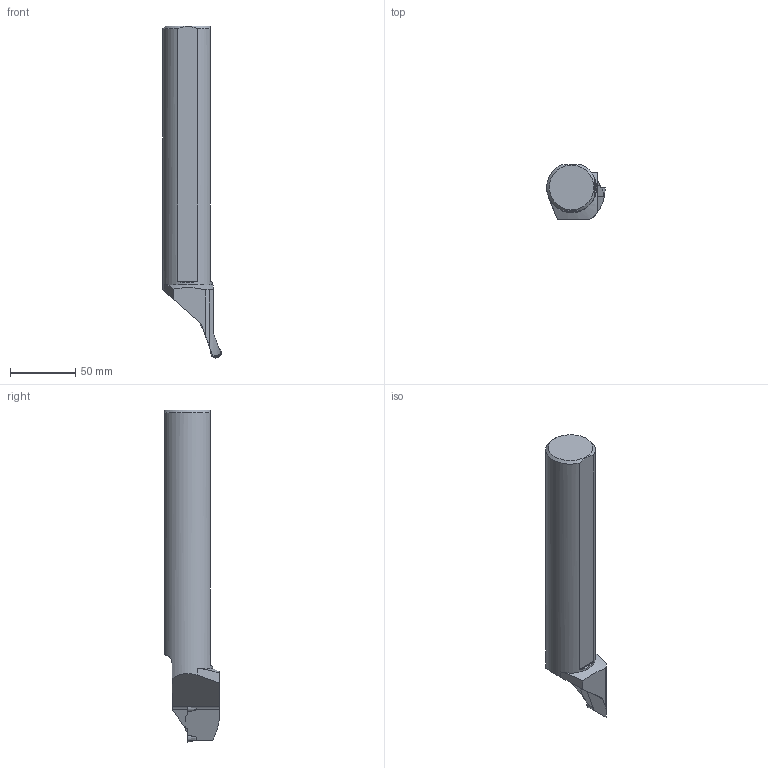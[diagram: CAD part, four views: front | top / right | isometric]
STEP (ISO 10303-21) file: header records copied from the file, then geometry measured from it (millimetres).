
FILE_DESCRIPTION(/* description */ (''),/* implementation_level */ '2;1');
FILE_NAME(/* name */ '1548163490652.stp',/* time_stamp */ '2019-01-22T14:24:53+01:00',/* author */ (''),/* organization */ ('SMS'),/* preprocessor_version */ 'ST-DEVELOPER v15',/* originating_system */ 'SIEMENS PLM Software NX 8.5',/* authorisation */ '');
FILE_SCHEMA (('AUTOMOTIVE_DESIGN { 1 0 10303 214 3 1 1 1 }'));
Length unit declared in the file: millimetre
Products named in the file (1): LAX123J094_24B_020.stp
Bounding box: 44.81 x 41.5 x 253.98 mm (x, y, z)
Volume: 246622.4 mm3; surface area: 31209.2 mm2
Topology: 2 solids, 2 shells, 170 faces, 456 edges, 290 vertices
Faces by surface type: extrusion 52, plane 48, bspline 48, cylinder 18, cone 4
Entity records: 13630 total; most frequent: CARTESIAN_POINT 9982, ORIENTED_EDGE 908, EDGE_CURVE 454, DIRECTION 435, B_SPLINE_CURVE_WITH_KNOTS 293, VERTEX_POINT 289, VECTOR 237, LINE 185
